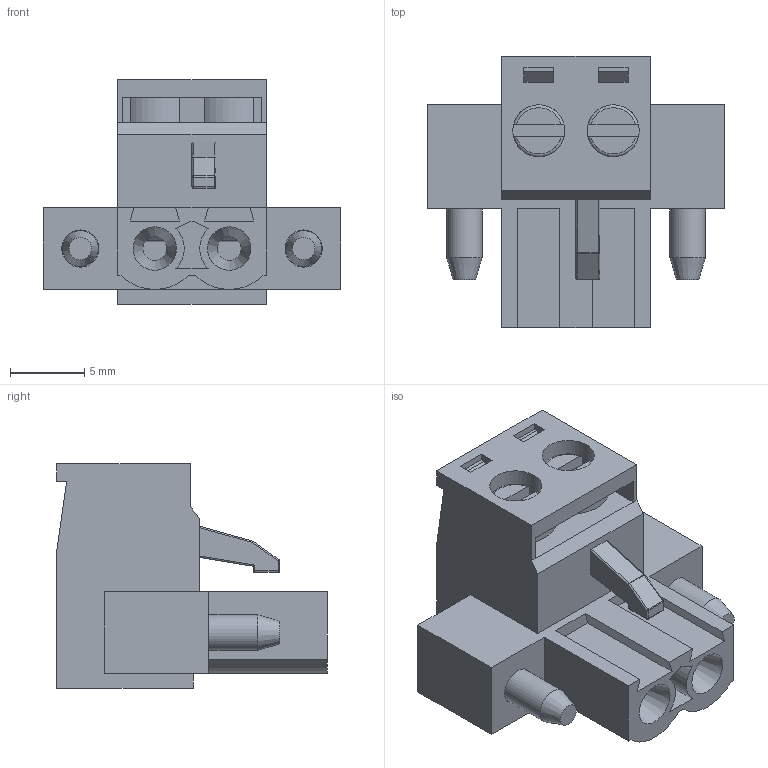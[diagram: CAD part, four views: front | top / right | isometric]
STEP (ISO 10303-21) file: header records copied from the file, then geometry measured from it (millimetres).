
FILE_DESCRIPTION( ( 'Unknown' ), '1' );
FILE_NAME( '691343710002.stp', 'Unknown', ( 'Unknown' ), ( 'Unknown' ), 'PSStep 14.0', 'Unknown', ' ' );
FILE_SCHEMA( ( 'AUTOMOTIVE_DESIGN { 1 0 10303 214 1 1 1 1 }' ) );
Length unit declared in the file: millimetre
Products named in the file (7): Assem1; 691352710002; 6913527100xxCAGE; 6913527100xx_PIN; 6913527100xx_VIS; 691352710002_COFFRE; 6913437100xx_VISSE_FLANGE
Assembly tree (10 placements, depth 2):
  Assem1
    691352710002
    6913527100xxCAGE  x2
    6913527100xx_PIN  x2
    6913527100xx_VIS  x2
    691352710002_COFFRE
    6913437100xx_VISSE_FLANGE  x2
Bounding box: 20 x 18.2 x 15.1 mm (x, y, z)
Volume: 1455.3 mm3; surface area: 3809.5 mm2
Topology: 10 solids, 10 shells, 516 faces, 1384 edges, 896 vertices
Faces by surface type: plane 360, cylinder 128, cone 10, torus 10, sphere 8
Full cylindrical faces by diameter (mm): 2.4 x2, 2.5 x2, 2.7 x4, 3.5 x4, 3.8 x2, 4 x2
Entity records: 14212 total; most frequent: CARTESIAN_POINT 2008, ORIENTED_EDGE 1892, DIRECTION 1856, EDGE_CURVE 946, LINE 760, VECTOR 760, VERTEX_POINT 624, AXIS2_PLACEMENT_3D 548
